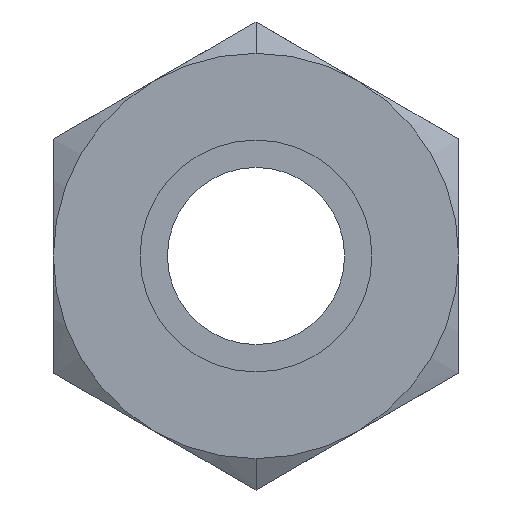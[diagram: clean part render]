
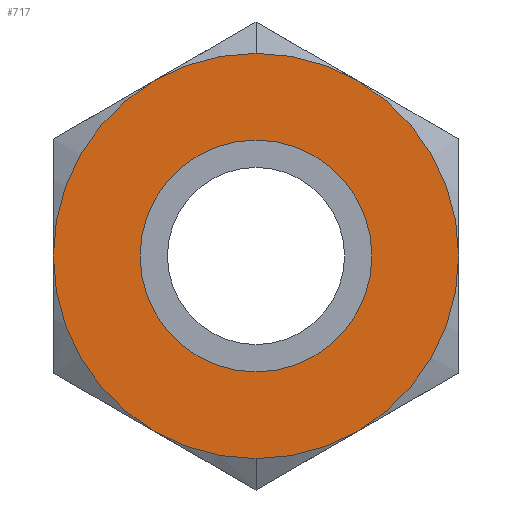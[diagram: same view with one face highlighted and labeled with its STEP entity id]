
A CAD part, left-side view. The second image highlights one B-rep face of the part: STEP entity #717.
In plain terms, the highlighted planar face has unit normal (-1, 0, 0).
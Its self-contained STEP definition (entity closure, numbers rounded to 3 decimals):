
#394 = AXIS2_PLACEMENT_3D ( 'NONE', #8047, #7299, #6468 ) ;
#570 = DIRECTION ( 'NONE',  ( 1., 0., 0. ) ) ;
#717 = ADVANCED_FACE ( 'NONE', ( #4246, #3650 ), #8401, .T. ) ;
#921 = DIRECTION ( 'NONE',  ( 1., 0., 0. ) ) ;
#1431 = DIRECTION ( 'NONE',  ( 0., 0., 1. ) ) ;
#1692 = ORIENTED_EDGE ( 'NONE', *, *, #8001, .F. ) ;
#1751 = VERTEX_POINT ( 'NONE', #6366 ) ;
#2016 = CARTESIAN_POINT ( 'NONE',  ( 0., 0., -11.1 ) ) ;
#2167 = CARTESIAN_POINT ( 'NONE',  ( 0., 0., 5.55 ) ) ;
#2907 = EDGE_CURVE ( 'NONE', #3772, #3055, #7731, .T. ) ;
#3010 = ORIENTED_EDGE ( 'NONE', *, *, #7586, .T. ) ;
#3055 = VERTEX_POINT ( 'NONE', #4918 ) ;
#3259 = DIRECTION ( 'NONE',  ( 0., 0., 1. ) ) ;
#3469 = DIRECTION ( 'NONE',  ( -1., 0., 0. ) ) ;
#3485 = CIRCLE ( 'NONE', #394, 6.35 ) ;
#3650 = FACE_OUTER_BOUND ( 'NONE', #5776, .T. ) ;
#3772 = VERTEX_POINT ( 'NONE', #8076 ) ;
#4246 = FACE_BOUND ( 'NONE', #7042, .T. ) ;
#4304 = CIRCLE ( 'NONE', #6653, 11.1 ) ;
#4669 = AXIS2_PLACEMENT_3D ( 'NONE', #7437, #570, #3259 ) ;
#4773 = AXIS2_PLACEMENT_3D ( 'NONE', #2167, #3469, #1431 ) ;
#4918 = CARTESIAN_POINT ( 'NONE',  ( 0., 0., -6.35 ) ) ;
#5108 = CIRCLE ( 'NONE', #4669, 11.1 ) ;
#5223 = VERTEX_POINT ( 'NONE', #2016 ) ;
#5776 = EDGE_LOOP ( 'NONE', ( #7476, #1692 ) ) ;
#6253 = AXIS2_PLACEMENT_3D ( 'NONE', #7979, #921, #8531 ) ;
#6366 = CARTESIAN_POINT ( 'NONE',  ( 0., 0., 11.1 ) ) ;
#6468 = DIRECTION ( 'NONE',  ( 0., 0., -1. ) ) ;
#6653 = AXIS2_PLACEMENT_3D ( 'NONE', #6691, #8263, #7379 ) ;
#6691 = CARTESIAN_POINT ( 'NONE',  ( 0., 0., 0. ) ) ;
#7042 = EDGE_LOOP ( 'NONE', ( #3010, #7799 ) ) ;
#7299 = DIRECTION ( 'NONE',  ( 1., 0., 0. ) ) ;
#7379 = DIRECTION ( 'NONE',  ( 0., 0., -1. ) ) ;
#7437 = CARTESIAN_POINT ( 'NONE',  ( 0., 0., 0. ) ) ;
#7476 = ORIENTED_EDGE ( 'NONE', *, *, #7690, .F. ) ;
#7586 = EDGE_CURVE ( 'NONE', #3055, #3772, #3485, .T. ) ;
#7690 = EDGE_CURVE ( 'NONE', #1751, #5223, #5108, .T. ) ;
#7731 = CIRCLE ( 'NONE', #6253, 6.35 ) ;
#7799 = ORIENTED_EDGE ( 'NONE', *, *, #2907, .T. ) ;
#7979 = CARTESIAN_POINT ( 'NONE',  ( 0., 0., 0. ) ) ;
#8001 = EDGE_CURVE ( 'NONE', #5223, #1751, #4304, .T. ) ;
#8047 = CARTESIAN_POINT ( 'NONE',  ( 0., 0., 0. ) ) ;
#8076 = CARTESIAN_POINT ( 'NONE',  ( 0., 0., 6.35 ) ) ;
#8263 = DIRECTION ( 'NONE',  ( 1., 0., 0. ) ) ;
#8401 = PLANE ( 'NONE',  #4773 ) ;
#8531 = DIRECTION ( 'NONE',  ( 0., 0., 1. ) ) ;
